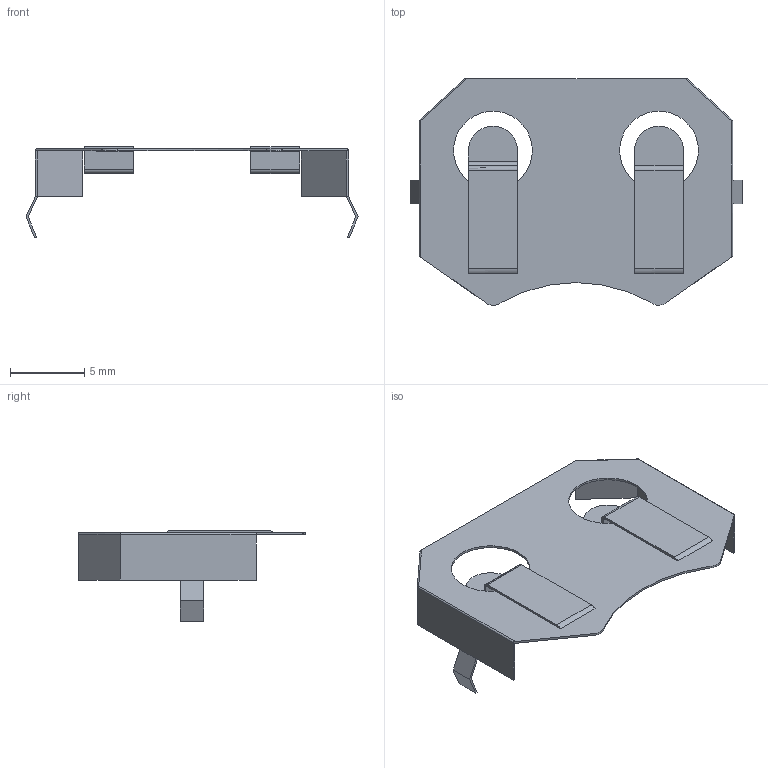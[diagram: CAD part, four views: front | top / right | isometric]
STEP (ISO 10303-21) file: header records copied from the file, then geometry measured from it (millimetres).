
FILE_DESCRIPTION( ( '' ), ' ' );
FILE_NAME( '58454f7c258a2c106ab93151.step', '2016-12-05T11:29:01', ( '' ), ( '' ), ' ', ' ', ' ' );
FILE_SCHEMA( ( 'AUTOMOTIVE_DESIGN { 1 0 10303 214 1 1 1 1 }' ) );
Length unit declared in the file: metre
Products named in the file (1): Open CASCADE STEP translator 6.8 1
Bounding box: 22.35 x 15.24 x 6.12 mm (x, y, z)
Volume: 56.2 mm3; surface area: 757.5 mm2
Topology: 1 solids, 1 shells, 77 faces, 232 edges, 157 vertices
Faces by surface type: plane 55, cylinder 22
Full cylindrical faces by diameter (mm): 5.3 x2
Entity records: 4438 total; most frequent: CARTESIAN_POINT 576, ORIENTED_EDGE 460, DIRECTION 402, STYLED_ITEM 307, PRESENTATION_STYLE_ASSIGNMENT 307, COLOUR_RGB 307, EDGE_CURVE 230, CURVE_STYLE 230
